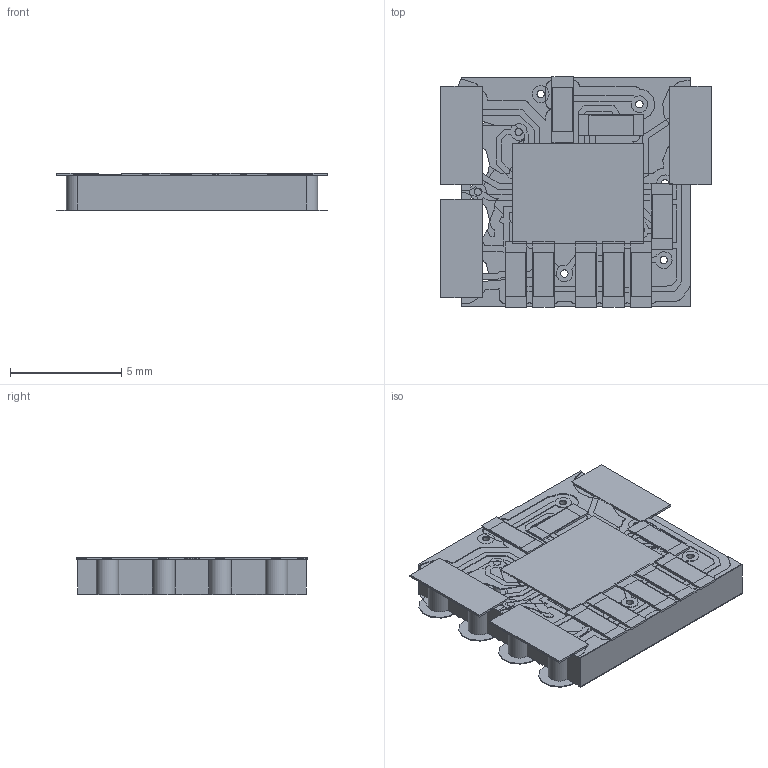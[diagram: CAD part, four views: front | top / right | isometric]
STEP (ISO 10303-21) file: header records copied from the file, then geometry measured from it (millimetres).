
FILE_DESCRIPTION(/* description */ (''),/* implementation_level */ '2;1');
FILE_NAME(/* name */ 'BNO055NanoBoard.v01_7495.STEP',/* time_stamp */ '2016-12-14T01:12:27+00:00',/* author */ (''),/* organization */ (''),/* preprocessor_version */ 'ST-DEVELOPER v16.13',/* originating_system */ 'Autodesk Translation Framework',/* authorisation */ '');
FILE_SCHEMA (('AUTOMOTIVE_DESIGN { 1 0 10303 214 3 1 1 }'));
Products named in the file (1): BNO055NanoBoard.v01_7495.STEP
Bounding box: 12.17 x 10.39 x 1.71 mm (x, y, z)
Volume: 185.1 mm3; surface area: 856 mm2
Topology: 67 solids, 67 shells, 2064 faces, 5822 edges, 3876 vertices
Faces by surface type: plane 2015, cylinder 49
Full cylindrical faces by diameter (mm): 0.33 x30, 0.76 x1, 1.016 x18
Entity records: 67078 total; most frequent: CARTESIAN_POINT 11666, ORIENTED_EDGE 11482, DIRECTION 9969, EDGE_CURVE 5741, LINE 5643, VECTOR 5643, VERTEX_POINT 3860, EDGE_LOOP 2205
